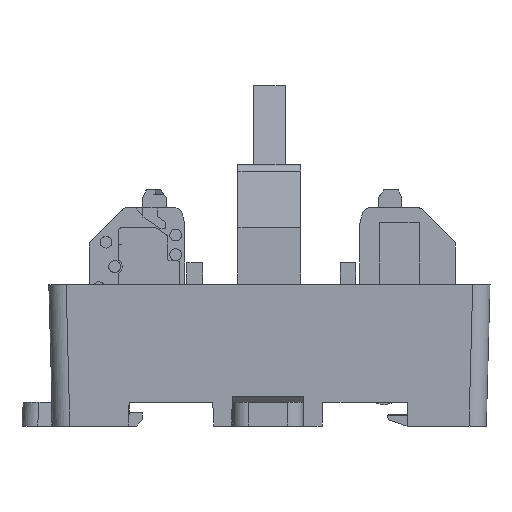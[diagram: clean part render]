
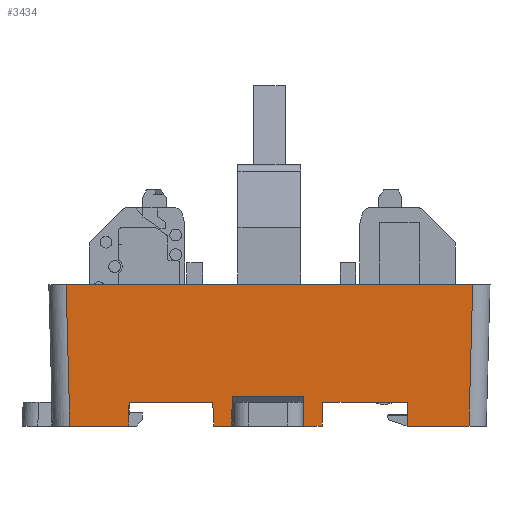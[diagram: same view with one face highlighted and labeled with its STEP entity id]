
A CAD part, left-side view. The second image highlights one B-rep face of the part: STEP entity #3434.
In plain terms, the highlighted planar face has unit normal (-1, 0, -0.026).
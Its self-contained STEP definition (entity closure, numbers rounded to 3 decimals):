
#1738=FACE_OUTER_BOUND('',#7329,.T.);
#3434=ADVANCED_FACE('',(#1738),#5159,.T.);
#5159=PLANE('',#35827);
#7329=EDGE_LOOP('',(#9915,#9916,#9917,#9918,#9919,#9920,#9921,#9922,#9923,
#9924,#9925,#9926,#9927,#9928,#9929,#9930));
#9915=ORIENTED_EDGE('',*,*,#22529,.T.);
#9916=ORIENTED_EDGE('',*,*,#22765,.F.);
#9917=ORIENTED_EDGE('',*,*,#22766,.T.);
#9918=ORIENTED_EDGE('',*,*,#22767,.F.);
#9919=ORIENTED_EDGE('',*,*,#22768,.T.);
#9920=ORIENTED_EDGE('',*,*,#22769,.F.);
#9921=ORIENTED_EDGE('',*,*,#22770,.T.);
#9922=ORIENTED_EDGE('',*,*,#22771,.T.);
#9923=ORIENTED_EDGE('',*,*,#22515,.T.);
#9924=ORIENTED_EDGE('',*,*,#22758,.T.);
#9925=ORIENTED_EDGE('',*,*,#22659,.T.);
#9926=ORIENTED_EDGE('',*,*,#22761,.T.);
#9927=ORIENTED_EDGE('',*,*,#22589,.F.);
#9928=ORIENTED_EDGE('',*,*,#22764,.T.);
#9929=ORIENTED_EDGE('',*,*,#22655,.T.);
#9930=ORIENTED_EDGE('',*,*,#22680,.F.);
#19265=VERTEX_POINT('',#47720);
#19266=VERTEX_POINT('',#47722);
#19279=VERTEX_POINT('',#47748);
#19280=VERTEX_POINT('',#47750);
#19335=VERTEX_POINT('',#47868);
#19336=VERTEX_POINT('',#47870);
#19375=VERTEX_POINT('',#47997);
#19376=VERTEX_POINT('',#47999);
#19379=VERTEX_POINT('',#48006);
#19380=VERTEX_POINT('',#48008);
#19439=VERTEX_POINT('',#48217);
#19440=VERTEX_POINT('',#48219);
#19441=VERTEX_POINT('',#48221);
#19442=VERTEX_POINT('',#48223);
#19443=VERTEX_POINT('',#48225);
#19444=VERTEX_POINT('',#48227);
#22515=EDGE_CURVE('',#19266,#19265,#27385,.T.);
#22529=EDGE_CURVE('',#19280,#19279,#27397,.T.);
#22589=EDGE_CURVE('',#19335,#19336,#27453,.T.);
#22655=EDGE_CURVE('',#19376,#19375,#27514,.T.);
#22659=EDGE_CURVE('',#19380,#19379,#27516,.T.);
#22680=EDGE_CURVE('',#19280,#19375,#27536,.T.);
#22758=EDGE_CURVE('',#19265,#19380,#27614,.T.);
#22761=EDGE_CURVE('',#19379,#19336,#27617,.T.);
#22764=EDGE_CURVE('',#19335,#19376,#27620,.T.);
#22765=EDGE_CURVE('',#19439,#19279,#27621,.T.);
#22766=EDGE_CURVE('',#19439,#19440,#27622,.T.);
#22767=EDGE_CURVE('',#19441,#19440,#27623,.T.);
#22768=EDGE_CURVE('',#19441,#19442,#27624,.T.);
#22769=EDGE_CURVE('',#19443,#19442,#27625,.T.);
#22770=EDGE_CURVE('',#19443,#19444,#27626,.T.);
#22771=EDGE_CURVE('',#19444,#19266,#27627,.T.);
#27385=LINE('',#47721,#31729);
#27397=LINE('',#47749,#31741);
#27453=LINE('',#47869,#31797);
#27514=LINE('',#47998,#31858);
#27516=LINE('',#48007,#31860);
#27536=LINE('',#48045,#31880);
#27614=LINE('',#48202,#31958);
#27617=LINE('',#48207,#31961);
#27620=LINE('',#48214,#31964);
#27621=LINE('',#48216,#31965);
#27622=LINE('',#48218,#31966);
#27623=LINE('',#48220,#31967);
#27624=LINE('',#48222,#31968);
#27625=LINE('',#48224,#31969);
#27626=LINE('',#48226,#31970);
#27627=LINE('',#48228,#31971);
#31729=VECTOR('',#38378,1.);
#31741=VECTOR('',#38394,1.);
#31797=VECTOR('',#38466,1.);
#31858=VECTOR('',#38583,1.);
#31860=VECTOR('',#38591,1.);
#31880=VECTOR('',#38621,1.);
#31958=VECTOR('',#38765,1.);
#31961=VECTOR('',#38772,1.);
#31964=VECTOR('',#38783,1.);
#31965=VECTOR('',#38786,1.);
#31966=VECTOR('',#38787,1.);
#31967=VECTOR('',#38788,1.);
#31968=VECTOR('',#38789,1.);
#31969=VECTOR('',#38790,1.);
#31970=VECTOR('',#38791,1.);
#31971=VECTOR('',#38792,1.);
#35827=AXIS2_PLACEMENT_3D('',#48229,#38793,#38794);
#38378=DIRECTION('',(0.,-1.,0.));
#38394=DIRECTION('',(0.,-1.,0.));
#38466=DIRECTION('',(0.,-1.,0.));
#38583=DIRECTION('',(0.,-1.,0.));
#38591=DIRECTION('',(0.,-1.,0.));
#38621=DIRECTION('',(0.026,0.017,-1.));
#38765=DIRECTION('',(0.026,-0.017,-1.));
#38772=DIRECTION('',(-0.026,-0.026,0.999));
#38783=DIRECTION('',(0.026,-0.026,-0.999));
#38786=DIRECTION('',(-0.026,0.035,0.999));
#38787=DIRECTION('',(0.,-1.,0.));
#38788=DIRECTION('',(0.026,0.009,-1.));
#38789=DIRECTION('',(0.,-1.,0.));
#38790=DIRECTION('',(-0.026,0.009,1.));
#38791=DIRECTION('',(0.,-1.,0.));
#38792=DIRECTION('',(-0.026,-0.035,0.999));
#38793=DIRECTION('',(-1.,0.,-0.026));
#38794=DIRECTION('',(-0.026,0.,1.));
#47720=CARTESIAN_POINT('',(-23.557,-17.2,-13.25));
#47721=CARTESIAN_POINT('',(-23.557,0.55,-13.25));
#47722=CARTESIAN_POINT('',(-23.557,-6.45,-13.25));
#47748=CARTESIAN_POINT('',(-23.557,7.55,-13.25));
#47749=CARTESIAN_POINT('',(-23.557,0.55,-13.25));
#47750=CARTESIAN_POINT('',(-23.557,18.2,-13.25));
#47868=CARTESIAN_POINT('',(-23.95,26.201,1.75));
#47869=CARTESIAN_POINT('',(-23.95,0.05,1.75));
#47870=CARTESIAN_POINT('',(-23.95,-25.501,1.75));
#47997=CARTESIAN_POINT('',(-23.479,18.252,-16.25));
#47998=CARTESIAN_POINT('',(-23.479,0.55,-16.25));
#47999=CARTESIAN_POINT('',(-23.479,25.729,-16.25));
#48006=CARTESIAN_POINT('',(-23.479,-25.029,-16.25));
#48007=CARTESIAN_POINT('',(-23.479,0.05,-16.25));
#48008=CARTESIAN_POINT('',(-23.479,-17.252,-16.25));
#48045=CARTESIAN_POINT('',(-23.526,18.221,-14.454));
#48202=CARTESIAN_POINT('',(-23.958,-16.933,2.044));
#48207=CARTESIAN_POINT('',(-23.933,-25.483,1.09));
#48214=CARTESIAN_POINT('',(-23.933,26.184,1.09));
#48216=CARTESIAN_POINT('',(-23.526,7.508,-14.452));
#48217=CARTESIAN_POINT('',(-23.479,7.445,-16.25));
#48218=CARTESIAN_POINT('',(-23.479,0.55,-16.25));
#48219=CARTESIAN_POINT('',(-23.479,5.126,-16.25));
#48220=CARTESIAN_POINT('',(-23.951,4.969,1.79));
#48221=CARTESIAN_POINT('',(-23.576,5.094,-12.524));
#48222=CARTESIAN_POINT('',(-23.576,-208.895,-12.524));
#48223=CARTESIAN_POINT('',(-23.576,-3.994,-12.524));
#48224=CARTESIAN_POINT('',(-23.951,-3.869,1.782));
#48225=CARTESIAN_POINT('',(-23.479,-4.026,-16.25));
#48226=CARTESIAN_POINT('',(-23.479,0.55,-16.25));
#48227=CARTESIAN_POINT('',(-23.479,-6.345,-16.25));
#48228=CARTESIAN_POINT('',(-23.944,-6.965,1.503));
#48229=CARTESIAN_POINT('',(-23.95,0.05,1.747));
